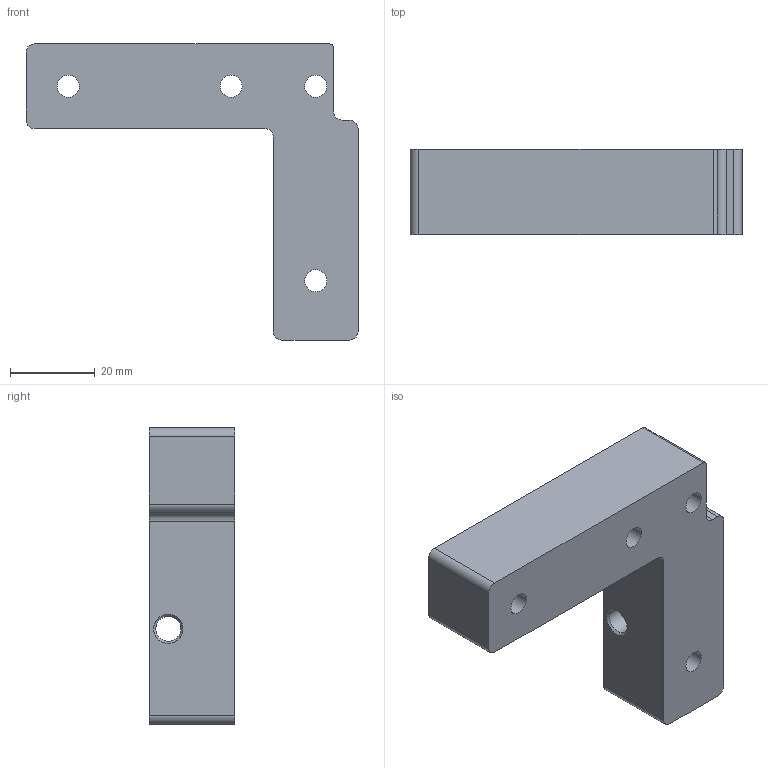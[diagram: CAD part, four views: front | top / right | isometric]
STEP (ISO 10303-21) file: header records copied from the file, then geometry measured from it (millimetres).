
FILE_DESCRIPTION(/* description */ ('STEP AP242 Edition 2','CAx-IF Rec.Pracs.---Representation and Presentation of Product Manufacturing Information (PMI)---4.0---2014-10-13','CAx-IF Rec.Pracs.---3D Tessellated Geometry---0.4---2014-09-14','2;1','CAx-IF Rec.Pracs.---User Defined Attributes---1.5---2016-08-15'),/* implementation_level */ '2;1');
FILE_NAME(/* name */ '6924225e94524f3573b942fe',/* time_stamp */ '2025-11-24T09:16:15Z',/* author */ (''),/* organization */ (''),/* preprocessor_version */ 'ST-DEVELOPER v20',/* originating_system */ 'ONSHAPE BY PTC INC, 1.207',/* authorisation */ ' ');
FILE_SCHEMA (('AP242_MANAGED_MODEL_BASED_3D_ENGINEERING_MIM_LF { 1 0 10303 442 3 1 4 }'));
Length unit declared in the file: metre
Products named in the file (1): resin_motor_corner_bracket_spacer_Right Motor Spacer
Bounding box: 78.5 x 20.2 x 70 mm (x, y, z)
Volume: 47146.6 mm3; surface area: 12561.2 mm2
Topology: 1 solids, 1 shells, 112 faces, 296 edges, 197 vertices
Faces by surface type: plane 57, bspline 37, cylinder 16, cone 2
Full cylindrical faces by diameter (mm): 2.7 x1, 3 x1, 5.2 x4, 5.9 x1, 7 x1
Entity records: 5208 total; most frequent: CARTESIAN_POINT 2645, ORIENTED_EDGE 572, DIRECTION 398, EDGE_CURVE 286, VERTEX_POINT 197, LINE 178, VECTOR 178, EDGE_LOOP 143
